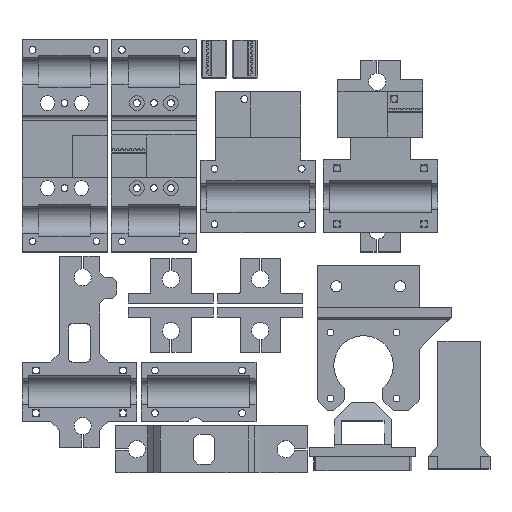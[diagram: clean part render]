
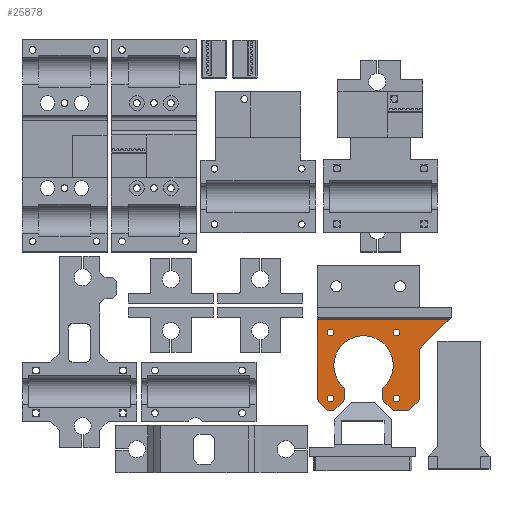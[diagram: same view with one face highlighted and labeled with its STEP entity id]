
A CAD part, top view. The second image highlights one B-rep face of the part: STEP entity #25878.
In plain terms, the highlighted face is planar.
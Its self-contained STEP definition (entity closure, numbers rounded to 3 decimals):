
#693=FACE_BOUND('',#4061,.T.);
#694=FACE_BOUND('',#4062,.T.);
#695=FACE_BOUND('',#4063,.T.);
#696=FACE_BOUND('',#4064,.T.);
#1290=CIRCLE('',#27928,14.);
#1291=CIRCLE('',#27929,1.6);
#1292=CIRCLE('',#27930,1.6);
#1293=CIRCLE('',#27931,1.6);
#1294=CIRCLE('',#27932,1.6);
#2501=FACE_OUTER_BOUND('',#4060,.T.);
#4060=EDGE_LOOP('',(#21168,#21169,#21170,#21171,#21172,#21173,#21174,#21175,
#21176,#21177,#21178,#21179,#21180));
#4061=EDGE_LOOP('',(#21181));
#4062=EDGE_LOOP('',(#21182));
#4063=EDGE_LOOP('',(#21183));
#4064=EDGE_LOOP('',(#21184));
#6502=LINE('',#41018,#9344);
#6506=LINE('',#41029,#9348);
#6510=LINE('',#41037,#9352);
#6515=LINE('',#41048,#9357);
#6517=LINE('',#41052,#9359);
#6520=LINE('',#41058,#9362);
#6521=LINE('',#41060,#9363);
#6522=LINE('',#41062,#9364);
#6523=LINE('',#41064,#9365);
#6524=LINE('',#41066,#9366);
#6525=LINE('',#41069,#9367);
#6526=LINE('',#41070,#9368);
#9344=VECTOR('',#33422,10.);
#9348=VECTOR('',#33432,10.);
#9352=VECTOR('',#33438,10.);
#9357=VECTOR('',#33445,10.);
#9359=VECTOR('',#33449,10.);
#9362=VECTOR('',#33454,10.);
#9363=VECTOR('',#33455,10.);
#9364=VECTOR('',#33456,10.);
#9365=VECTOR('',#33457,10.);
#9366=VECTOR('',#33458,10.);
#9367=VECTOR('',#33461,10.);
#9368=VECTOR('',#33462,10.);
#11884=VERTEX_POINT('',#41012);
#11886=VERTEX_POINT('',#41016);
#11890=VERTEX_POINT('',#41028);
#11893=VERTEX_POINT('',#41036);
#11897=VERTEX_POINT('',#41045);
#11898=VERTEX_POINT('',#41047);
#11899=VERTEX_POINT('',#41051);
#11901=VERTEX_POINT('',#41057);
#11902=VERTEX_POINT('',#41059);
#11903=VERTEX_POINT('',#41061);
#11904=VERTEX_POINT('',#41063);
#11905=VERTEX_POINT('',#41065);
#11906=VERTEX_POINT('',#41068);
#11907=VERTEX_POINT('',#41071);
#11908=VERTEX_POINT('',#41073);
#11909=VERTEX_POINT('',#41075);
#11910=VERTEX_POINT('',#41077);
#15126=EDGE_CURVE('',#11886,#11884,#6502,.T.);
#15131=EDGE_CURVE('',#11884,#11890,#6506,.T.);
#15135=EDGE_CURVE('',#11893,#11890,#6510,.T.);
#15140=EDGE_CURVE('',#11897,#11898,#6515,.T.);
#15142=EDGE_CURVE('',#11898,#11899,#6517,.T.);
#15145=EDGE_CURVE('',#11886,#11901,#6520,.T.);
#15146=EDGE_CURVE('',#11902,#11901,#6521,.T.);
#15147=EDGE_CURVE('',#11902,#11903,#6522,.T.);
#15148=EDGE_CURVE('',#11904,#11903,#6523,.T.);
#15149=EDGE_CURVE('',#11904,#11905,#6524,.T.);
#15150=EDGE_CURVE('',#11905,#11899,#1290,.T.);
#15151=EDGE_CURVE('',#11897,#11906,#6525,.T.);
#15152=EDGE_CURVE('',#11893,#11906,#6526,.T.);
#15153=EDGE_CURVE('',#11907,#11907,#1291,.T.);
#15154=EDGE_CURVE('',#11908,#11908,#1292,.T.);
#15155=EDGE_CURVE('',#11909,#11909,#1293,.T.);
#15156=EDGE_CURVE('',#11910,#11910,#1294,.T.);
#21168=ORIENTED_EDGE('',*,*,#15126,.F.);
#21169=ORIENTED_EDGE('',*,*,#15145,.T.);
#21170=ORIENTED_EDGE('',*,*,#15146,.F.);
#21171=ORIENTED_EDGE('',*,*,#15147,.T.);
#21172=ORIENTED_EDGE('',*,*,#15148,.F.);
#21173=ORIENTED_EDGE('',*,*,#15149,.T.);
#21174=ORIENTED_EDGE('',*,*,#15150,.T.);
#21175=ORIENTED_EDGE('',*,*,#15142,.F.);
#21176=ORIENTED_EDGE('',*,*,#15140,.F.);
#21177=ORIENTED_EDGE('',*,*,#15151,.T.);
#21178=ORIENTED_EDGE('',*,*,#15152,.F.);
#21179=ORIENTED_EDGE('',*,*,#15135,.T.);
#21180=ORIENTED_EDGE('',*,*,#15131,.F.);
#21181=ORIENTED_EDGE('',*,*,#15153,.F.);
#21182=ORIENTED_EDGE('',*,*,#15154,.F.);
#21183=ORIENTED_EDGE('',*,*,#15155,.F.);
#21184=ORIENTED_EDGE('',*,*,#15156,.F.);
#24645=PLANE('',#27927);
#25878=ADVANCED_FACE('',(#2501,#693,#694,#695,#696),#24645,.F.);
#27927=AXIS2_PLACEMENT_3D('',#41056,#33452,#33453);
#27928=AXIS2_PLACEMENT_3D('',#41067,#33459,#33460);
#27929=AXIS2_PLACEMENT_3D('',#41072,#33463,#33464);
#27930=AXIS2_PLACEMENT_3D('',#41074,#33465,#33466);
#27931=AXIS2_PLACEMENT_3D('',#41076,#33467,#33468);
#27932=AXIS2_PLACEMENT_3D('',#41078,#33469,#33470);
#33422=DIRECTION('',(0.,-1.,0.));
#33432=DIRECTION('',(0.,0.707,-0.707));
#33438=DIRECTION('',(0.,0.,1.));
#33445=DIRECTION('',(0.,0.707,0.707));
#33449=DIRECTION('',(0.,0.,1.));
#33452=DIRECTION('center_axis',(1.,0.,0.));
#33453=DIRECTION('ref_axis',(0.,0.,
-1.));
#33454=DIRECTION('',(0.,0.,-1.));
#33455=DIRECTION('',(0.,0.707,0.707));
#33456=DIRECTION('',(0.,-1.,0.));
#33457=DIRECTION('',(0.,0.707,-0.707));
#33458=DIRECTION('',(0.,0.,1.));
#33459=DIRECTION('center_axis',(1.,0.,0.));
#33460=DIRECTION('ref_axis',(0.,0.,
-1.));
#33461=DIRECTION('',(0.,-1.,0.));
#33462=DIRECTION('',(0.,0.707,-0.707));
#33463=DIRECTION('center_axis',(-1.,0.,0.));
#33464=DIRECTION('ref_axis',(0.,0.,
-1.));
#33465=DIRECTION('center_axis',(-1.,0.,0.));
#33466=DIRECTION('ref_axis',(0.,0.,
-1.));
#33467=DIRECTION('center_axis',(-1.,0.,0.));
#33468=DIRECTION('ref_axis',(0.,0.,
-1.));
#33469=DIRECTION('center_axis',(-1.,0.,0.));
#33470=DIRECTION('ref_axis',(0.,0.,
-1.));
#41012=CARTESIAN_POINT('',(-139.958,79.496,53.668));
#41016=CARTESIAN_POINT('',(-139.958,141.496,53.668));
#41018=CARTESIAN_POINT('',(-139.958,94.246,53.668));
#41028=CARTESIAN_POINT('',(-139.958,93.496,39.668));
#41029=CARTESIAN_POINT('',(-139.958,92.548,40.616));
#41036=CARTESIAN_POINT('',(-139.958,93.496,15.75));
#41037=CARTESIAN_POINT('',(-139.958,93.496,10.75));
#41045=CARTESIAN_POINT('',(-139.958,105.664,10.75));
#41047=CARTESIAN_POINT('',(-139.958,110.664,15.75));
#41048=CARTESIAN_POINT('',(-139.958,116.549,21.635));
#41051=CARTESIAN_POINT('',(-139.958,110.664,21.235));
#41052=CARTESIAN_POINT('',(-139.958,110.664,10.75));
#41056=CARTESIAN_POINT('Origin',(-139.958,109.996,44.959));
#41057=CARTESIAN_POINT('',(-139.958,141.496,15.75));
#41058=CARTESIAN_POINT('',(-139.958,141.496,54.668));
#41059=CARTESIAN_POINT('',(-139.958,136.496,10.75));
#41060=CARTESIAN_POINT('',(-139.958,139.673,13.927));
#41061=CARTESIAN_POINT('',(-139.958,133.664,10.75));
#41062=CARTESIAN_POINT('',(-139.958,141.496,10.75));
#41063=CARTESIAN_POINT('',(-139.958,128.664,15.75));
#41064=CARTESIAN_POINT('',(-139.958,117.945,26.469));
#41065=CARTESIAN_POINT('',(-139.958,128.664,21.235));
#41066=CARTESIAN_POINT('',(-139.958,128.664,10.75));
#41067=CARTESIAN_POINT('Origin',(-139.958,119.664,31.959));
#41068=CARTESIAN_POINT('',(-139.958,98.496,10.75));
#41069=CARTESIAN_POINT('',(-139.958,141.496,10.75));
#41070=CARTESIAN_POINT('',(-139.958,91.569,17.677));
#41071=CARTESIAN_POINT('',(-139.958,104.164,18.059));
#41072=CARTESIAN_POINT('Origin',(-139.958,104.164,16.459));
#41073=CARTESIAN_POINT('',(-139.958,104.164,49.059));
#41074=CARTESIAN_POINT('Origin',(-139.958,104.164,47.459));
#41075=CARTESIAN_POINT('',(-139.958,135.164,49.059));
#41076=CARTESIAN_POINT('Origin',(-139.958,135.164,47.459));
#41077=CARTESIAN_POINT('',(-139.958,135.164,18.059));
#41078=CARTESIAN_POINT('Origin',(-139.958,135.164,16.459));
